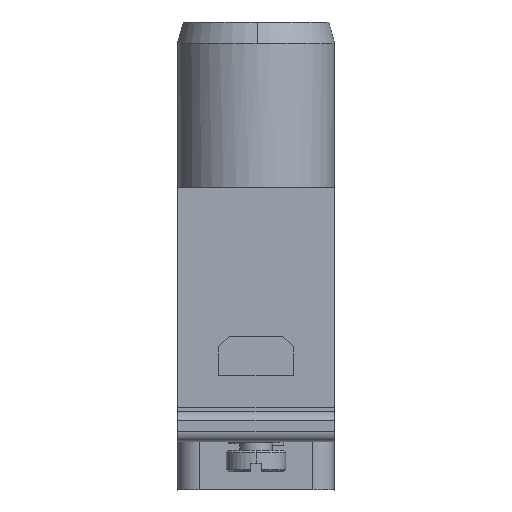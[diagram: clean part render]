
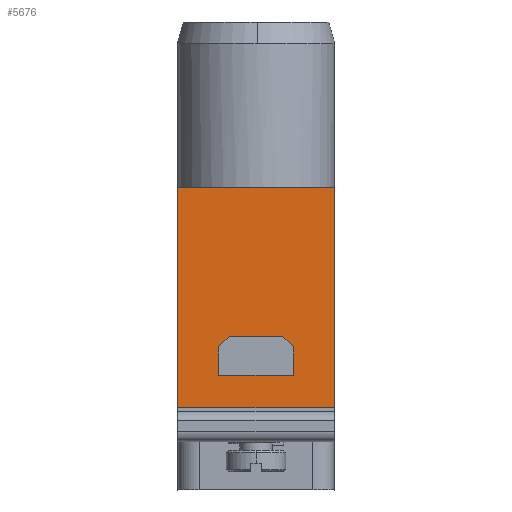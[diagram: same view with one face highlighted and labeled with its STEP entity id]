
A CAD part, front view. The second image highlights one B-rep face of the part: STEP entity #5676.
In plain terms, the highlighted planar face has unit normal (0, -1, 0).
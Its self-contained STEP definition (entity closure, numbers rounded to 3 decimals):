
#691=DIRECTION('',(0.,0.,-1.));
#692=VECTOR('',#691,20.55);
#693=CARTESIAN_POINT('',(-7.3,-15.15,20.55));
#694=LINE('',#693,#692);
#1992=DIRECTION('',(-1.,0.,0.));
#1993=VECTOR('',#1992,14.6);
#1994=CARTESIAN_POINT('',(7.3,-15.15,20.55));
#1995=LINE('',#1994,#1993);
#1996=DIRECTION('',(-0.707,0.,0.707));
#1997=VECTOR('',#1996,1.414);
#1998=CARTESIAN_POINT('',(3.5,-15.15,5.675));
#1999=LINE('',#1998,#1997);
#2000=DIRECTION('',(-0.707,0.,-0.707));
#2001=VECTOR('',#2000,1.414);
#2002=CARTESIAN_POINT('',(-2.5,-15.15,6.675));
#2003=LINE('',#2002,#2001);
#2004=DIRECTION('',(-1.,0.,0.));
#2005=VECTOR('',#2004,14.6);
#2006=CARTESIAN_POINT('',(7.3,-15.15,0.));
#2007=LINE('',#2006,#2005);
#2008=DIRECTION('',(0.,0.,-1.));
#2009=VECTOR('',#2008,20.55);
#2010=CARTESIAN_POINT('',(7.3,-15.15,20.55));
#2011=LINE('',#2010,#2009);
#2012=DIRECTION('',(-1.,0.,0.));
#2013=VECTOR('',#2012,7.);
#2014=CARTESIAN_POINT('',(3.5,-15.15,3.025));
#2015=LINE('',#2014,#2013);
#2016=DIRECTION('',(0.,0.,-1.));
#2017=VECTOR('',#2016,2.65);
#2018=CARTESIAN_POINT('',(3.5,-15.15,5.675));
#2019=LINE('',#2018,#2017);
#2040=DIRECTION('',(0.,0.,1.));
#2041=VECTOR('',#2040,2.65);
#2042=CARTESIAN_POINT('',(-3.5,-15.15,3.025));
#2043=LINE('',#2042,#2041);
#2064=DIRECTION('',(1.,0.,0.));
#2065=VECTOR('',#2064,5.);
#2066=CARTESIAN_POINT('',(-2.5,-15.15,6.675));
#2067=LINE('',#2066,#2065);
#2724=CARTESIAN_POINT('',(3.5,-15.15,3.025));
#2725=CARTESIAN_POINT('',(-3.5,-15.15,3.025));
#2726=VERTEX_POINT('',#2724);
#2727=VERTEX_POINT('',#2725);
#2728=CARTESIAN_POINT('',(3.5,-15.15,5.675));
#2729=CARTESIAN_POINT('',(2.5,-15.15,6.675));
#2730=VERTEX_POINT('',#2728);
#2731=VERTEX_POINT('',#2729);
#2732=CARTESIAN_POINT('',(-2.5,-15.15,6.675));
#2733=CARTESIAN_POINT('',(-3.5,-15.15,5.675));
#2734=VERTEX_POINT('',#2732);
#2735=VERTEX_POINT('',#2733);
#2736=CARTESIAN_POINT('',(7.3,-15.15,20.55));
#2737=CARTESIAN_POINT('',(7.3,-15.15,0.));
#2738=VERTEX_POINT('',#2736);
#2739=VERTEX_POINT('',#2737);
#2754=CARTESIAN_POINT('',(-7.3,-15.15,20.55));
#2755=CARTESIAN_POINT('',(-7.3,-15.15,0.));
#2756=VERTEX_POINT('',#2754);
#2757=VERTEX_POINT('',#2755);
#5651=CARTESIAN_POINT('',(1.775,-15.15,10.275));
#5652=DIRECTION('',(0.,1.,0.));
#5653=DIRECTION('',(-1.,0.,0.));
#5654=AXIS2_PLACEMENT_3D('',#5651,#5652,#5653);
#5655=PLANE('',#5654);
#5656=ORIENTED_EDGE('',*,*,#4961,.T.);
#5657=ORIENTED_EDGE('',*,*,#4070,.F.);
#5658=ORIENTED_EDGE('',*,*,#5645,.F.);
#5659=ORIENTED_EDGE('',*,*,#5035,.T.);
#5660=EDGE_LOOP('',(#5656,#5657,#5658,#5659));
#5661=FACE_OUTER_BOUND('',#5660,.F.);
#5663=ORIENTED_EDGE('',*,*,#5662,.F.);
#5665=ORIENTED_EDGE('',*,*,#5664,.F.);
#5667=ORIENTED_EDGE('',*,*,#5666,.T.);
#5669=ORIENTED_EDGE('',*,*,#5668,.F.);
#5671=ORIENTED_EDGE('',*,*,#5670,.T.);
#5673=ORIENTED_EDGE('',*,*,#5672,.F.);
#5674=EDGE_LOOP('',(#5663,#5665,#5667,#5669,#5671,#5673));
#5675=FACE_BOUND('',#5674,.F.);
#5676=ADVANCED_FACE('',(#5661,#5675),#5655,.F.);
#4070=EDGE_CURVE('',#2756,#2757,#694,.T.);
#4961=EDGE_CURVE('',#2739,#2757,#2007,.T.);
#5035=EDGE_CURVE('',#2738,#2739,#2011,.T.);
#5645=EDGE_CURVE('',#2738,#2756,#1995,.T.);
#5662=EDGE_CURVE('',#2726,#2727,#2015,.T.);
#5664=EDGE_CURVE('',#2730,#2726,#2019,.T.);
#5666=EDGE_CURVE('',#2730,#2731,#1999,.T.);
#5668=EDGE_CURVE('',#2734,#2731,#2067,.T.);
#5670=EDGE_CURVE('',#2734,#2735,#2003,.T.);
#5672=EDGE_CURVE('',#2727,#2735,#2043,.T.);
